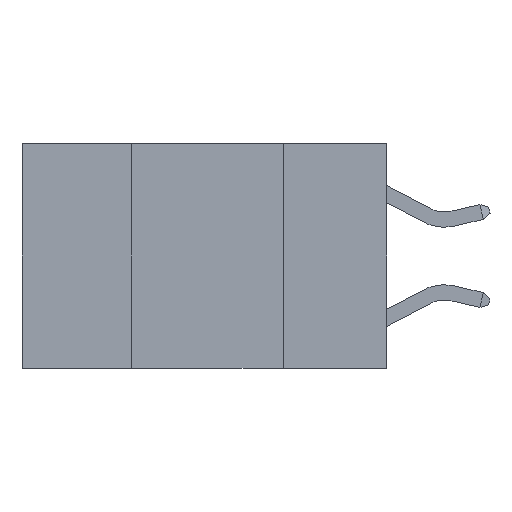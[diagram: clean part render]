
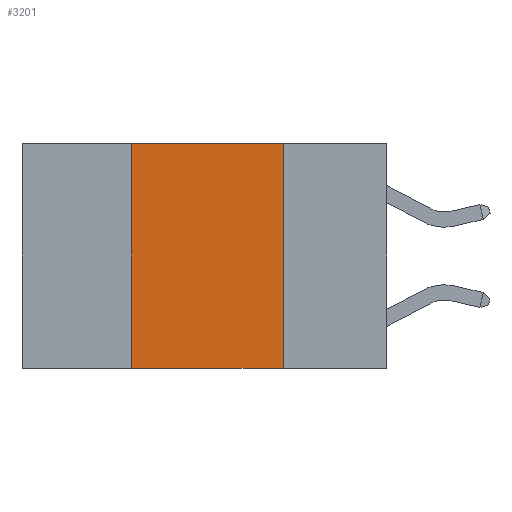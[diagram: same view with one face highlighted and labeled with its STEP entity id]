
A CAD part, left-side view. The second image highlights one B-rep face of the part: STEP entity #3201.
In plain terms, the highlighted planar face has unit normal (-1, 0, 0).
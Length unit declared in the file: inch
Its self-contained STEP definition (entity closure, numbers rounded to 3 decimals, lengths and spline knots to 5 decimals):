
#302 = LINE ( 'NONE', #3551, #3823 ) ;
#363 = AXIS2_PLACEMENT_3D ( 'NONE', #8641, #6472, #1629 ) ;
#508 = VERTEX_POINT ( 'NONE', #10790 ) ;
#736 = ORIENTED_EDGE ( 'NONE', *, *, #7339, .F. ) ;
#1058 = LINE ( 'NONE', #1952, #3318 ) ;
#1245 = VECTOR ( 'NONE', #3312, 39.37008 ) ;
#1629 = DIRECTION ( 'NONE',  ( 0., 0., -1. ) ) ;
#1952 = CARTESIAN_POINT ( 'NONE',  ( 0., 0.6, -0.37 ) ) ;
#1969 = ORIENTED_EDGE ( 'NONE', *, *, #13469, .T. ) ;
#1991 = LINE ( 'NONE', #13794, #10835 ) ;
#2532 = VERTEX_POINT ( 'NONE', #7022 ) ;
#3201 = ADVANCED_FACE ( 'NONE', ( #9984 ), #9710, .F. ) ;
#3283 = DIRECTION ( 'NONE',  ( 0., -1., 0. ) ) ;
#3312 = DIRECTION ( 'NONE',  ( 0., -1., 0. ) ) ;
#3318 = VECTOR ( 'NONE', #3283, 39.37008 ) ;
#3551 = CARTESIAN_POINT ( 'NONE',  ( 0., 0.17, 0. ) ) ;
#3823 = VECTOR ( 'NONE', #14029, 39.37008 ) ;
#6139 = VERTEX_POINT ( 'NONE', #15541 ) ;
#6472 = DIRECTION ( 'NONE',  ( 1., 0., 0. ) ) ;
#7022 = CARTESIAN_POINT ( 'NONE',  ( 0., 0.42, 0. ) ) ;
#7339 = EDGE_CURVE ( 'NONE', #508, #2532, #1991, .T. ) ;
#8096 = CARTESIAN_POINT ( 'NONE',  ( 0., 0.17, -0.37 ) ) ;
#8182 = ORIENTED_EDGE ( 'NONE', *, *, #14745, .F. ) ;
#8641 = CARTESIAN_POINT ( 'NONE',  ( 0., 0.6, 0. ) ) ;
#9710 = PLANE ( 'NONE',  #363 ) ;
#9853 = CARTESIAN_POINT ( 'NONE',  ( 0., 0.6, 0. ) ) ;
#9984 = FACE_OUTER_BOUND ( 'NONE', #14198, .T. ) ;
#9990 = ORIENTED_EDGE ( 'NONE', *, *, #11689, .F. ) ;
#10790 = CARTESIAN_POINT ( 'NONE',  ( 0., 0.42, -0.37 ) ) ;
#10835 = VECTOR ( 'NONE', #15089, 39.37008 ) ;
#11689 = EDGE_CURVE ( 'NONE', #6139, #13208, #302, .T. ) ;
#12535 = LINE ( 'NONE', #9853, #1245 ) ;
#13208 = VERTEX_POINT ( 'NONE', #8096 ) ;
#13469 = EDGE_CURVE ( 'NONE', #508, #13208, #1058, .T. ) ;
#13794 = CARTESIAN_POINT ( 'NONE',  ( 0., 0.42, 0. ) ) ;
#14029 = DIRECTION ( 'NONE',  ( 0., 0., -1. ) ) ;
#14198 = EDGE_LOOP ( 'NONE', ( #9990, #8182, #736, #1969 ) ) ;
#14745 = EDGE_CURVE ( 'NONE', #2532, #6139, #12535, .T. ) ;
#15089 = DIRECTION ( 'NONE',  ( 0., 0., 1. ) ) ;
#15541 = CARTESIAN_POINT ( 'NONE',  ( 0., 0.17, 0. ) ) ;
